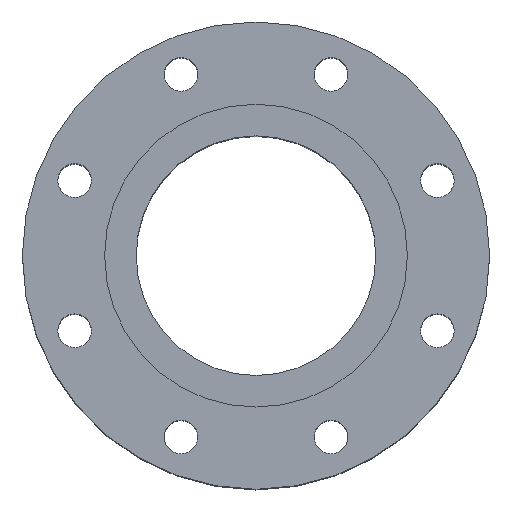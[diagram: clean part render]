
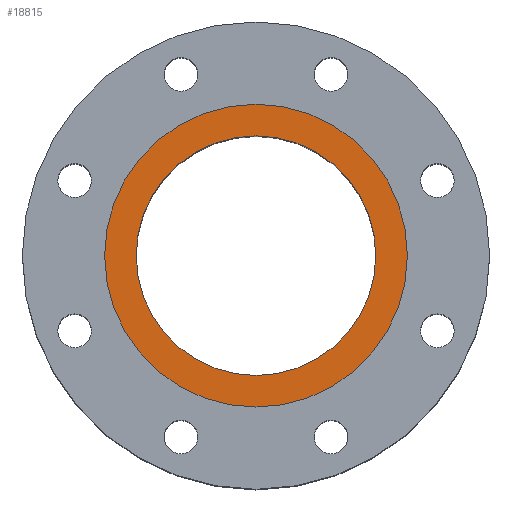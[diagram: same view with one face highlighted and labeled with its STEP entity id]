
A CAD part, top view. The second image highlights one B-rep face of the part: STEP entity #18815.
In plain terms, the highlighted planar face has unit normal (0, 0, 1).
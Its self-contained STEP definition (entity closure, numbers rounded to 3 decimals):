
#161 = AXIS2_PLACEMENT_3D ( 'NONE', #7057, #11227, #15518 ) ;
#1144 = AXIS2_PLACEMENT_3D ( 'NONE', #8288, #4401, #2109 ) ;
#1865 = EDGE_CURVE ( 'NONE', #28017, #2900, #9400, .T. ) ;
#2109 = DIRECTION ( 'NONE',  ( 1., 0., 0. ) ) ;
#2900 = VERTEX_POINT ( 'NONE', #27740 ) ;
#3469 = CARTESIAN_POINT ( 'NONE',  ( 0., 0., 0. ) ) ;
#4271 = CIRCLE ( 'NONE', #9332, 81. ) ;
#4401 = DIRECTION ( 'NONE',  ( 0., 0., 1. ) ) ;
#5640 = EDGE_LOOP ( 'NONE', ( #9890, #15971 ) ) ;
#7057 = CARTESIAN_POINT ( 'NONE',  ( 0., 81., 0. ) ) ;
#7139 = ORIENTED_EDGE ( 'NONE', *, *, #1865, .F. ) ;
#7366 = CARTESIAN_POINT ( 'NONE',  ( 81., 0., 0. ) ) ;
#7579 = VERTEX_POINT ( 'NONE', #17932 ) ;
#8288 = CARTESIAN_POINT ( 'NONE',  ( 0., 0., 0. ) ) ;
#8588 = AXIS2_PLACEMENT_3D ( 'NONE', #25780, #21345, #23351 ) ;
#9332 = AXIS2_PLACEMENT_3D ( 'NONE', #22229, #15476, #24224 ) ;
#9400 = CIRCLE ( 'NONE', #1144, 64.1 ) ;
#9890 = ORIENTED_EDGE ( 'NONE', *, *, #17963, .T. ) ;
#10803 = PLANE ( 'NONE',  #161 ) ;
#11227 = DIRECTION ( 'NONE',  ( 0., 0., -1. ) ) ;
#11852 = EDGE_CURVE ( 'NONE', #7579, #18581, #14842, .T. ) ;
#14842 = CIRCLE ( 'NONE', #24474, 81. ) ;
#15476 = DIRECTION ( 'NONE',  ( 0., 0., 1. ) ) ;
#15518 = DIRECTION ( 'NONE',  ( -1., 0., 0. ) ) ;
#15971 = ORIENTED_EDGE ( 'NONE', *, *, #11852, .T. ) ;
#17932 = CARTESIAN_POINT ( 'NONE',  ( -81., 0., 0. ) ) ;
#17963 = EDGE_CURVE ( 'NONE', #18581, #7579, #4271, .T. ) ;
#18581 = VERTEX_POINT ( 'NONE', #7366 ) ;
#18815 = ADVANCED_FACE ( 'NONE', ( #23271, #21835 ), #10803, .F. ) ;
#19286 = EDGE_LOOP ( 'NONE', ( #21871, #7139 ) ) ;
#20964 = DIRECTION ( 'NONE',  ( 1., 0., 0. ) ) ;
#21345 = DIRECTION ( 'NONE',  ( 0., 0., 1. ) ) ;
#21835 = FACE_OUTER_BOUND ( 'NONE', #5640, .T. ) ;
#21871 = ORIENTED_EDGE ( 'NONE', *, *, #24895, .F. ) ;
#22229 = CARTESIAN_POINT ( 'NONE',  ( 0., 0., 0. ) ) ;
#23271 = FACE_BOUND ( 'NONE', #19286, .T. ) ;
#23351 = DIRECTION ( 'NONE',  ( 1., 0., 0. ) ) ;
#23692 = CIRCLE ( 'NONE', #8588, 64.1 ) ;
#24224 = DIRECTION ( 'NONE',  ( 1., 0., 0. ) ) ;
#24474 = AXIS2_PLACEMENT_3D ( 'NONE', #3469, #27274, #20964 ) ;
#24895 = EDGE_CURVE ( 'NONE', #2900, #28017, #23692, .T. ) ;
#25780 = CARTESIAN_POINT ( 'NONE',  ( 0., 0., 0. ) ) ;
#25994 = CARTESIAN_POINT ( 'NONE',  ( -64.1, 0., 0. ) ) ;
#27274 = DIRECTION ( 'NONE',  ( 0., 0., 1. ) ) ;
#27740 = CARTESIAN_POINT ( 'NONE',  ( 64.1, 0., 0. ) ) ;
#28017 = VERTEX_POINT ( 'NONE', #25994 ) ;
